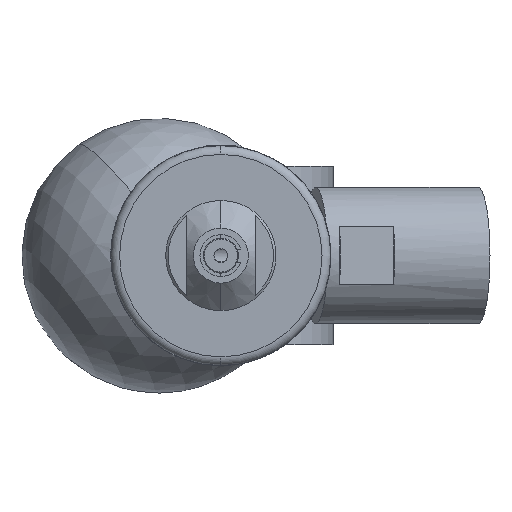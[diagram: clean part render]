
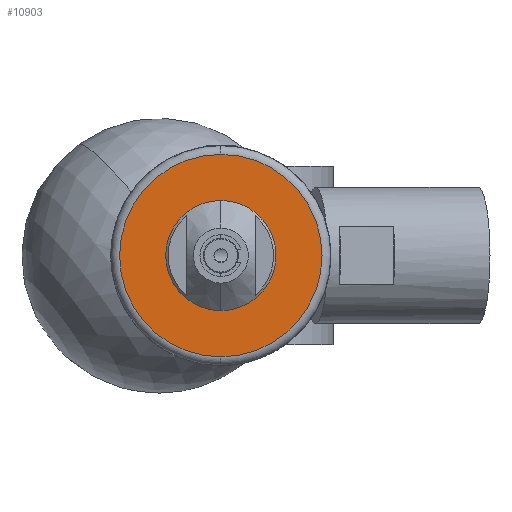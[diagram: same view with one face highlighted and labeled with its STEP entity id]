
A CAD part, left-side view. The second image highlights one B-rep face of the part: STEP entity #10903.
In plain terms, the highlighted planar face has unit normal (-1, 0, 0).
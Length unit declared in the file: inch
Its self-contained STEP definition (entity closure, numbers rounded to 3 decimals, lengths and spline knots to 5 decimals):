
#704 = AXIS2_PLACEMENT_3D ( 'NONE', #12387, #10065, #3257 ) ;
#1126 = AXIS2_PLACEMENT_3D ( 'NONE', #9509, #13762, #5241 ) ;
#2099 = FACE_OUTER_BOUND ( 'NONE', #7022, .T. ) ;
#2380 = AXIS2_PLACEMENT_3D ( 'NONE', #5875, #10153, #3581 ) ;
#2879 = ORIENTED_EDGE ( 'NONE', *, *, #10012, .F. ) ;
#2976 = AXIS2_PLACEMENT_3D ( 'NONE', #6912, #10108, #8089 ) ;
#3228 = CARTESIAN_POINT ( 'NONE',  ( -0.0325, 0., 0. ) ) ;
#3257 = DIRECTION ( 'NONE',  ( 0., 0., -1. ) ) ;
#3581 = DIRECTION ( 'NONE',  ( 0., 0., -1. ) ) ;
#4686 = AXIS2_PLACEMENT_3D ( 'NONE', #3228, #9878, #7664 ) ;
#4878 = CARTESIAN_POINT ( 'NONE',  ( -0.0325, 0., -0.114 ) ) ;
#5241 = DIRECTION ( 'NONE',  ( 0., 0., 1. ) ) ;
#5871 = EDGE_CURVE ( 'NONE', #13717, #13837, #10232, .T. ) ;
#5875 = CARTESIAN_POINT ( 'NONE',  ( -0.0325, 0., 0. ) ) ;
#5922 = EDGE_LOOP ( 'NONE', ( #11451, #2879 ) ) ;
#6566 = PLANE ( 'NONE',  #704 ) ;
#6912 = CARTESIAN_POINT ( 'NONE',  ( -0.0325, 0., 0. ) ) ;
#7022 = EDGE_LOOP ( 'NONE', ( #8804, #9594 ) ) ;
#7102 = VERTEX_POINT ( 'NONE', #4878 ) ;
#7254 = EDGE_CURVE ( 'NONE', #9235, #7102, #11817, .T. ) ;
#7664 = DIRECTION ( 'NONE',  ( 0., 0., 1. ) ) ;
#8089 = DIRECTION ( 'NONE',  ( 0., 0., -1. ) ) ;
#8299 = CIRCLE ( 'NONE', #2976, 0.46 ) ;
#8804 = ORIENTED_EDGE ( 'NONE', *, *, #5871, .T. ) ;
#9215 = CIRCLE ( 'NONE', #1126, 0.114 ) ;
#9235 = VERTEX_POINT ( 'NONE', #10559 ) ;
#9509 = CARTESIAN_POINT ( 'NONE',  ( -0.0325, 0., 0. ) ) ;
#9594 = ORIENTED_EDGE ( 'NONE', *, *, #10605, .T. ) ;
#9878 = DIRECTION ( 'NONE',  ( -1., 0., 0. ) ) ;
#10012 = EDGE_CURVE ( 'NONE', #7102, #9235, #9215, .T. ) ;
#10065 = DIRECTION ( 'NONE',  ( 1., 0., 0. ) ) ;
#10108 = DIRECTION ( 'NONE',  ( -1., 0., 0. ) ) ;
#10153 = DIRECTION ( 'NONE',  ( -1., 0., 0. ) ) ;
#10232 = CIRCLE ( 'NONE', #2380, 0.46 ) ;
#10559 = CARTESIAN_POINT ( 'NONE',  ( -0.0325, 0., 0.114 ) ) ;
#10605 = EDGE_CURVE ( 'NONE', #13837, #13717, #8299, .T. ) ;
#10850 = FACE_BOUND ( 'NONE', #5922, .T. ) ;
#10903 = ADVANCED_FACE ( 'NONE', ( #10850, #2099 ), #6566, .F. ) ;
#11451 = ORIENTED_EDGE ( 'NONE', *, *, #7254, .F. ) ;
#11817 = CIRCLE ( 'NONE', #4686, 0.114 ) ;
#12387 = CARTESIAN_POINT ( 'NONE',  ( -0.0325, 0.5, 0. ) ) ;
#12765 = CARTESIAN_POINT ( 'NONE',  ( -0.0325, 0., 0.46 ) ) ;
#13717 = VERTEX_POINT ( 'NONE', #14308 ) ;
#13762 = DIRECTION ( 'NONE',  ( -1., 0., 0. ) ) ;
#13837 = VERTEX_POINT ( 'NONE', #12765 ) ;
#14308 = CARTESIAN_POINT ( 'NONE',  ( -0.0325, 0., -0.46 ) ) ;
